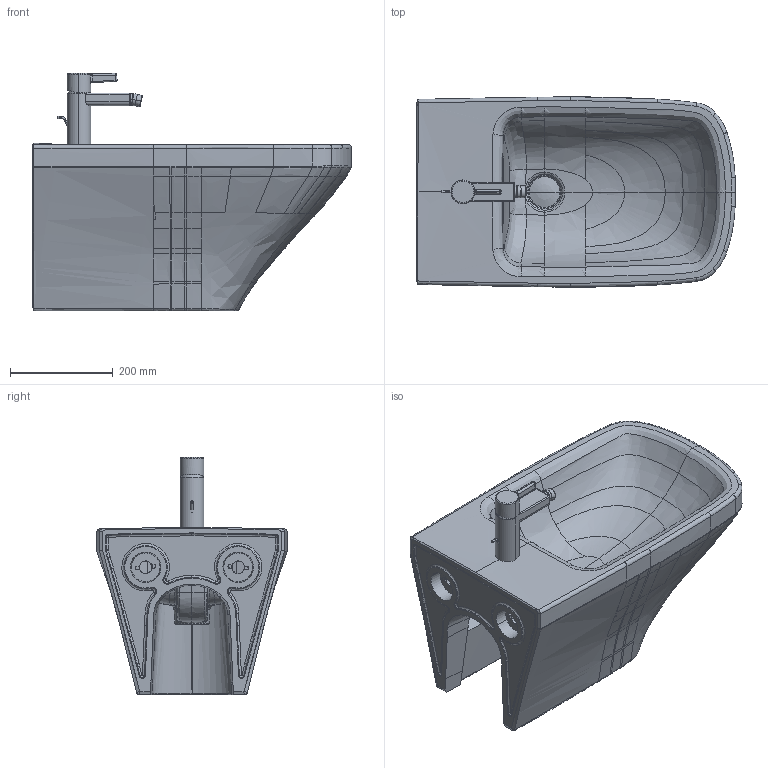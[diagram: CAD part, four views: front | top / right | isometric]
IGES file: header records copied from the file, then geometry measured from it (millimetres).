
Global section: file name: No Iges File Name specified; native system: Autodesk Inventor 2011; preprocessor: AutoDesk Inventor Iges Exporter R2011; author: Administrator; date: 20131009.211505; units: millimetre
Bounding box: 620.1 x 370 x 462 mm (x, y, z)
Volume: 24595223.7 mm3; surface area: 1210046.9 mm2
Topology: 8 solids, 8 shells, 954 faces, 2336 edges, 1397 vertices
Faces by surface type: bspline 662, plane 101, cylinder 74, revolution 70, torus 35, cone 6, sphere 6
